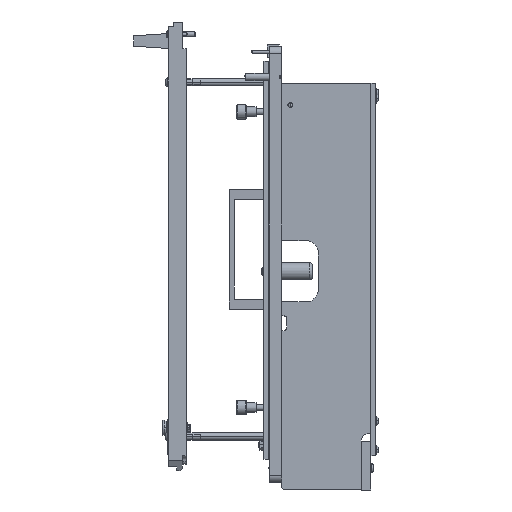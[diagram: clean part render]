
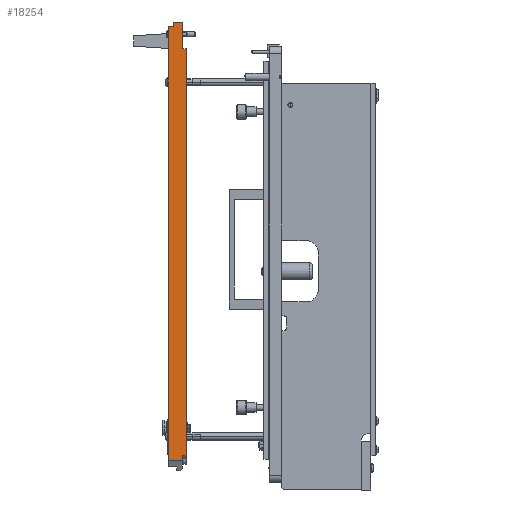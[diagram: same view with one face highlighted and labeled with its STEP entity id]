
A CAD part, left-side view. The second image highlights one B-rep face of the part: STEP entity #18254.
In plain terms, the highlighted face is planar.
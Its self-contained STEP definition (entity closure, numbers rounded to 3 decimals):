
#934 = VECTOR ( 'NONE', #97066, 1000. ) ;
#1326 = LINE ( 'NONE', #47948, #33755 ) ;
#2737 = EDGE_CURVE ( 'NONE', #92462, #63857, #66815, .T. ) ;
#2836 = VECTOR ( 'NONE', #93006, 1000. ) ;
#2842 = CARTESIAN_POINT ( 'NONE',  ( 303., -7.5, 101.55 ) ) ;
#4106 = CARTESIAN_POINT ( 'NONE',  ( 303., 12.253, 171.55 ) ) ;
#4885 = VECTOR ( 'NONE', #46867, 1000. ) ;
#7040 = VECTOR ( 'NONE', #21420, 1000. ) ;
#9853 = CARTESIAN_POINT ( 'NONE',  ( 303., -4.3, 171.55 ) ) ;
#12056 = ORIENTED_EDGE ( 'NONE', *, *, #2737, .T. ) ;
#13037 = CARTESIAN_POINT ( 'NONE',  ( 303., 7.5, 175.55 ) ) ;
#13911 = CARTESIAN_POINT ( 'NONE',  ( 303., 3.2, -179.55 ) ) ;
#13984 = EDGE_CURVE ( 'NONE', #98469, #59819, #95809, .T. ) ;
#14046 = DIRECTION ( 'NONE',  ( -1., 0., 0. ) ) ;
#14487 = VECTOR ( 'NONE', #96057, 1000. ) ;
#16864 = VERTEX_POINT ( 'NONE', #13911 ) ;
#18254 = ADVANCED_FACE ( 'NONE', ( #77079 ), #97289, .F. ) ;
#18294 = LINE ( 'NONE', #92131, #26640 ) ;
#19541 = CARTESIAN_POINT ( 'NONE',  ( 303., -7.5, 183.55 ) ) ;
#19856 = CARTESIAN_POINT ( 'NONE',  ( 303., -7.4, 183.55 ) ) ;
#21420 = DIRECTION ( 'NONE',  ( 0., 0., -1. ) ) ;
#21432 = EDGE_CURVE ( 'NONE', #84271, #88920, #59884, .T. ) ;
#23012 = VERTEX_POINT ( 'NONE', #70511 ) ;
#23356 = ORIENTED_EDGE ( 'NONE', *, *, #21432, .F. ) ;
#23573 = EDGE_LOOP ( 'NONE', ( #35495, #94916, #31909, #23356, #97070, #38700, #89991, #81933, #69900, #97962, #47947, #12056 ) ) ;
#24108 = CARTESIAN_POINT ( 'NONE',  ( 303., -7.5, -161.55 ) ) ;
#26640 = VECTOR ( 'NONE', #46000, 1000. ) ;
#30316 = LINE ( 'NONE', #19541, #68477 ) ;
#31445 = LINE ( 'NONE', #91208, #89997 ) ;
#31909 = ORIENTED_EDGE ( 'NONE', *, *, #69868, .T. ) ;
#32645 = DIRECTION ( 'NONE',  ( 0., -1., 0. ) ) ;
#32710 = EDGE_CURVE ( 'NONE', #66779, #98469, #79483, .T. ) ;
#33755 = VECTOR ( 'NONE', #32645, 1000. ) ;
#35495 = ORIENTED_EDGE ( 'NONE', *, *, #49746, .F. ) ;
#35515 = EDGE_CURVE ( 'NONE', #91307, #84271, #98575, .T. ) ;
#35598 = DIRECTION ( 'NONE',  ( 0., 0., -1. ) ) ;
#37823 = EDGE_CURVE ( 'NONE', #66779, #16864, #31445, .T. ) ;
#38700 = ORIENTED_EDGE ( 'NONE', *, *, #95024, .T. ) ;
#40558 = LINE ( 'NONE', #9853, #65655 ) ;
#40665 = DIRECTION ( 'NONE',  ( 0., 0., 1. ) ) ;
#46000 = DIRECTION ( 'NONE',  ( 0., 1., 0. ) ) ;
#46867 = DIRECTION ( 'NONE',  ( 0., -1., 0. ) ) ;
#47508 = VERTEX_POINT ( 'NONE', #2842 ) ;
#47947 = ORIENTED_EDGE ( 'NONE', *, *, #66609, .F. ) ;
#47948 = CARTESIAN_POINT ( 'NONE',  ( 303., -7.4, 101.55 ) ) ;
#49746 = EDGE_CURVE ( 'NONE', #63967, #63857, #83850, .T. ) ;
#51746 = AXIS2_PLACEMENT_3D ( 'NONE', #75184, #14046, #67473 ) ;
#52360 = CARTESIAN_POINT ( 'NONE',  ( 303., -4.3, -161.55 ) ) ;
#53506 = DIRECTION ( 'NONE',  ( 0., -1., 0. ) ) ;
#57895 = CARTESIAN_POINT ( 'NONE',  ( 303., 7.5, -179.55 ) ) ;
#58530 = CARTESIAN_POINT ( 'NONE',  ( 303., -4.3, -183.55 ) ) ;
#59819 = VERTEX_POINT ( 'NONE', #87965 ) ;
#59884 = LINE ( 'NONE', #83689, #71905 ) ;
#59962 = DIRECTION ( 'NONE',  ( 0., 0., 1. ) ) ;
#62520 = EDGE_CURVE ( 'NONE', #16864, #23012, #88373, .T. ) ;
#62696 = CARTESIAN_POINT ( 'NONE',  ( 303., -4.3, 171.55 ) ) ;
#63857 = VERTEX_POINT ( 'NONE', #71642 ) ;
#63967 = VERTEX_POINT ( 'NONE', #97064 ) ;
#65655 = VECTOR ( 'NONE', #40665, 1000. ) ;
#66609 = EDGE_CURVE ( 'NONE', #92462, #59819, #40558, .T. ) ;
#66779 = VERTEX_POINT ( 'NONE', #57895 ) ;
#66815 = LINE ( 'NONE', #4106, #934 ) ;
#67473 = DIRECTION ( 'NONE',  ( 0., 0., 1. ) ) ;
#68477 = VECTOR ( 'NONE', #35598, 1000. ) ;
#69868 = EDGE_CURVE ( 'NONE', #47508, #88920, #30316, .T. ) ;
#69884 = VECTOR ( 'NONE', #59962, 1000. ) ;
#69900 = ORIENTED_EDGE ( 'NONE', *, *, #32710, .T. ) ;
#70511 = CARTESIAN_POINT ( 'NONE',  ( 303., 3.2, -183.55 ) ) ;
#71008 = EDGE_CURVE ( 'NONE', #63967, #47508, #1326, .T. ) ;
#71642 = CARTESIAN_POINT ( 'NONE',  ( 303., -7.4, 171.55 ) ) ;
#71905 = VECTOR ( 'NONE', #53506, 1000. ) ;
#72885 = CARTESIAN_POINT ( 'NONE',  ( 303., 3.2, -183.55 ) ) ;
#75039 = CARTESIAN_POINT ( 'NONE',  ( 303., 7.5, 183.55 ) ) ;
#75184 = CARTESIAN_POINT ( 'NONE',  ( 303., 7.5, 183.55 ) ) ;
#76152 = DIRECTION ( 'NONE',  ( 0., -1., 0. ) ) ;
#77079 = FACE_OUTER_BOUND ( 'NONE', #23573, .T. ) ;
#79483 = LINE ( 'NONE', #75039, #69884 ) ;
#81933 = ORIENTED_EDGE ( 'NONE', *, *, #37823, .F. ) ;
#83689 = CARTESIAN_POINT ( 'NONE',  ( 303., -7.5, -161.55 ) ) ;
#83850 = LINE ( 'NONE', #19856, #14487 ) ;
#84271 = VERTEX_POINT ( 'NONE', #52360 ) ;
#87397 = CARTESIAN_POINT ( 'NONE',  ( 303., 7.5, 175.55 ) ) ;
#87965 = CARTESIAN_POINT ( 'NONE',  ( 303., -4.3, 175.55 ) ) ;
#88373 = LINE ( 'NONE', #72885, #7040 ) ;
#88920 = VERTEX_POINT ( 'NONE', #24108 ) ;
#89991 = ORIENTED_EDGE ( 'NONE', *, *, #62520, .F. ) ;
#89997 = VECTOR ( 'NONE', #76152, 1000. ) ;
#91208 = CARTESIAN_POINT ( 'NONE',  ( 303., 7.5, -179.55 ) ) ;
#91307 = VERTEX_POINT ( 'NONE', #58530 ) ;
#92131 = CARTESIAN_POINT ( 'NONE',  ( 303., -7.5, -183.55 ) ) ;
#92462 = VERTEX_POINT ( 'NONE', #62696 ) ;
#93006 = DIRECTION ( 'NONE',  ( 0., 0., 1. ) ) ;
#93339 = CARTESIAN_POINT ( 'NONE',  ( 303., -4.3, -183.55 ) ) ;
#94916 = ORIENTED_EDGE ( 'NONE', *, *, #71008, .T. ) ;
#95024 = EDGE_CURVE ( 'NONE', #91307, #23012, #18294, .T. ) ;
#95809 = LINE ( 'NONE', #87397, #4885 ) ;
#96057 = DIRECTION ( 'NONE',  ( 0., 0., 1. ) ) ;
#97064 = CARTESIAN_POINT ( 'NONE',  ( 303., -7.4, 101.55 ) ) ;
#97066 = DIRECTION ( 'NONE',  ( 0., -1., 0. ) ) ;
#97070 = ORIENTED_EDGE ( 'NONE', *, *, #35515, .F. ) ;
#97289 = PLANE ( 'NONE',  #51746 ) ;
#97962 = ORIENTED_EDGE ( 'NONE', *, *, #13984, .T. ) ;
#98469 = VERTEX_POINT ( 'NONE', #13037 ) ;
#98575 = LINE ( 'NONE', #93339, #2836 ) ;
